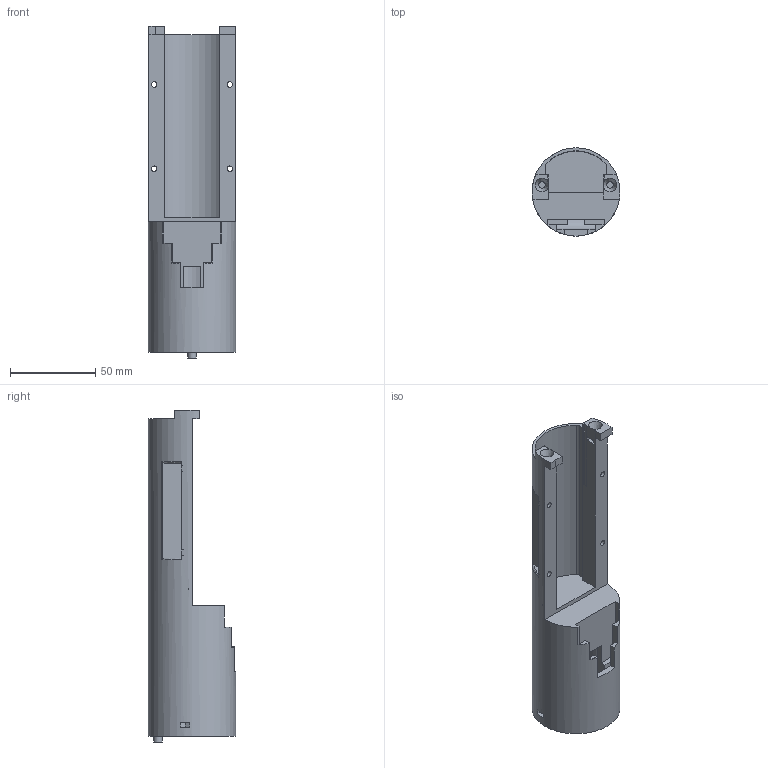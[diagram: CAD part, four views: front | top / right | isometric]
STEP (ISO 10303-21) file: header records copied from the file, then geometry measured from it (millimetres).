
FILE_DESCRIPTION(/* description */ (''),/* implementation_level */ '2;1');
FILE_NAME(/* name */ 'Housing1.step',/* time_stamp */ '2025-05-18T18:52:39-04:00',/* author */ (''),/* organization */ (''),/* preprocessor_version */ 'ST-DEVELOPER v20.1',/* originating_system */ 'Autodesk Translation Framework v14.4.0.0',/* authorisation */ '');
FILE_SCHEMA (('AUTOMOTIVE_DESIGN { 1 0 10303 214 3 1 1 }'));
Length unit declared in the file: millimetre
Products named in the file (1): Housing1
Bounding box: 51.65 x 51.65 x 195.22 mm (x, y, z)
Volume: 146938.9 mm3; surface area: 45702 mm2
Topology: 1 solids, 5 shells, 212 faces, 553 edges, 365 vertices
Faces by surface type: plane 143, cylinder 50, bspline 9, torus 8, cone 2
Full cylindrical faces by diameter (mm): 3.2 x4, 3.817 x8, 5 x1, 6 x1, 28 x1, 51.65 x1
Entity records: 6966 total; most frequent: CARTESIAN_POINT 1676, ORIENTED_EDGE 1106, DIRECTION 1043, EDGE_CURVE 553, LINE 377, VECTOR 377, VERTEX_POINT 365, AXIS2_PLACEMENT_3D 333
